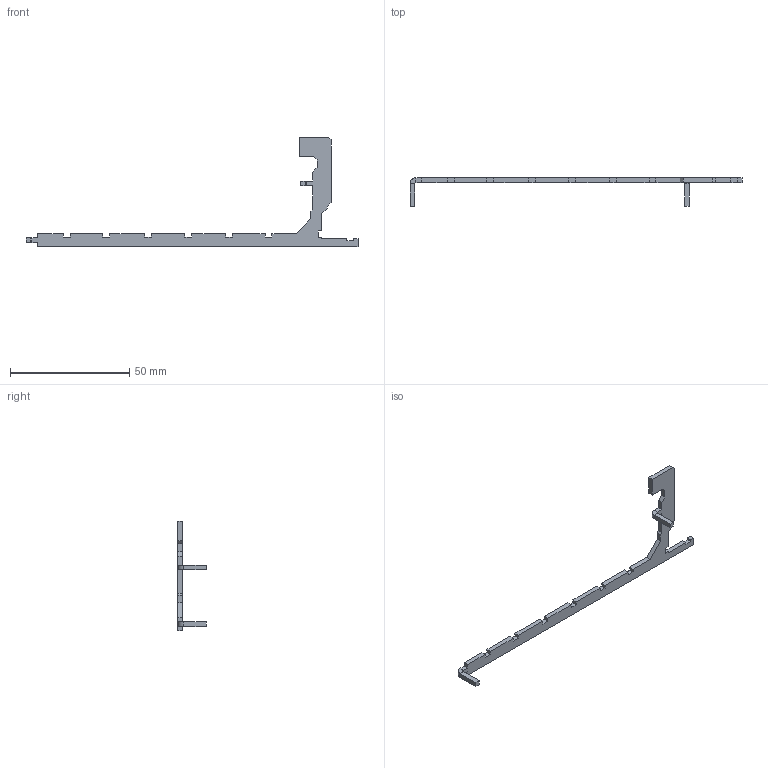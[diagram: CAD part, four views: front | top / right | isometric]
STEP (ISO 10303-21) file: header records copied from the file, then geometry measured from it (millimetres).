
FILE_DESCRIPTION (( 'STEP AP203' ), '1' );
FILE_NAME ('KR-Df-01 PWR Busbar v3.STEP', '2024-04-09T06:02:27', ( '' ), ( '' ), 'SwSTEP 2.0', 'SolidWorks 2021', '' );
FILE_SCHEMA (( 'CONFIG_CONTROL_DESIGN' ));
Length unit declared in the file: millimetre
Products named in the file (1): KR-Df-01 PWR Busbar v3
Bounding box: 139.36 x 12 x 45.9 mm (x, y, z)
Volume: 2129.5 mm3; surface area: 3039.1 mm2
Topology: 1 solids, 1 shells, 80 faces, 218 edges, 140 vertices
Faces by surface type: plane 76, cylinder 4
Entity records: 2539 total; most frequent: CARTESIAN_POINT 439, ORIENTED_EDGE 436, DIRECTION 388, EDGE_CURVE 218, LINE 210, VECTOR 210, VERTEX_POINT 140, AXIS2_PLACEMENT_3D 89
